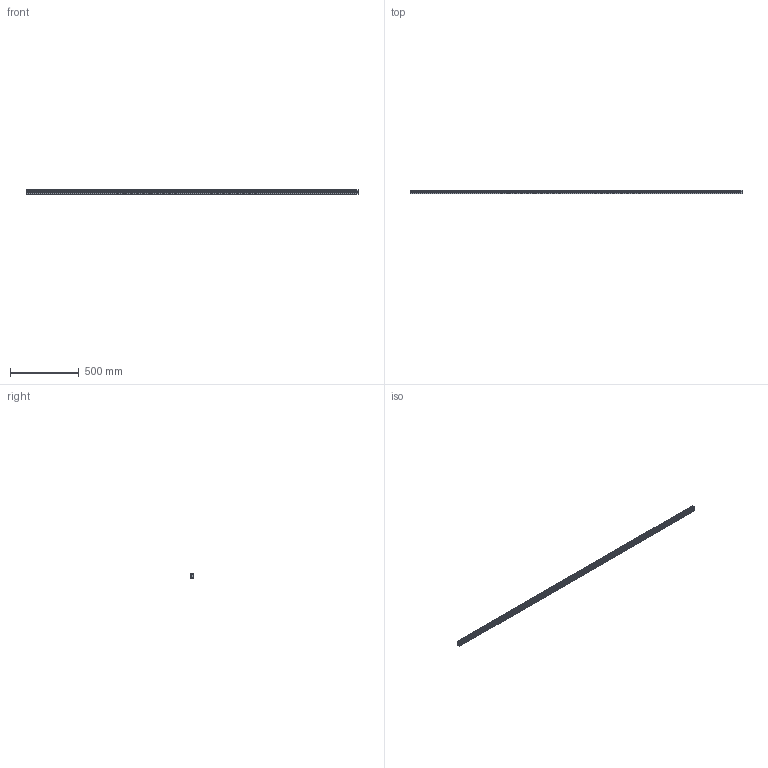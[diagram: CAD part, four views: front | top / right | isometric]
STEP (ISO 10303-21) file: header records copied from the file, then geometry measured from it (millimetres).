
FILE_DESCRIPTION (( 'STEP AP214' ), '1' );
FILE_NAME ('SHS35C1SS-2420L_G10_0_B-M6F_1149_0_0_0_1.STEP', '2021-06-22T10:52:31', ( '' ), ( '' ), 'SwSTEP 2.0', 'SolidWorks 2021', '' );
FILE_SCHEMA (( 'AUTOMOTIVE_DESIGN' ));
Length unit declared in the file: millimetre
Products named in the file (2): _SHS35C242010 Track; SHS35C1SS-2420L_G10_0_B-M6F_1149_0_0_0_1
Assembly tree (1 placements, depth 2):
  SHS35C1SS-2420L_G10_0_B-M6F_1149_0_0_0_1
    _SHS35C242010 Track
Bounding box: 2420 x 26 x 34 mm (x, y, z)
Volume: 1840371.9 mm3; surface area: 321762.1 mm2
Topology: 1 solids, 1 shells, 358 faces, 1068 edges, 712 vertices
Faces by surface type: cylinder 210, plane 148
Entity records: 12754 total; most frequent: CARTESIAN_POINT 3134, ORIENTED_EDGE 2136, DIRECTION 1964, EDGE_CURVE 1068, AXIS2_PLACEMENT_3D 782, VERTEX_POINT 712, EDGE_LOOP 420, CIRCLE 420
